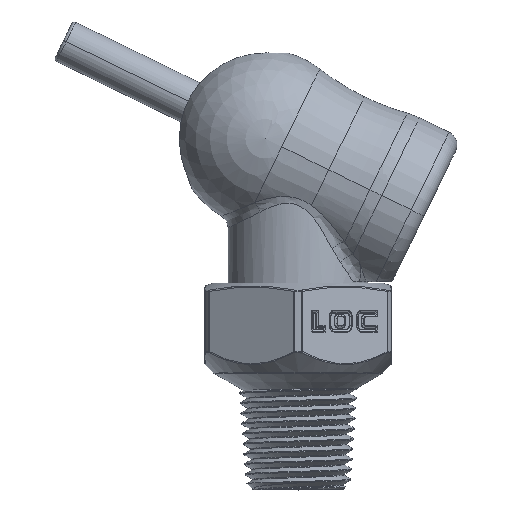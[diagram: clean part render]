
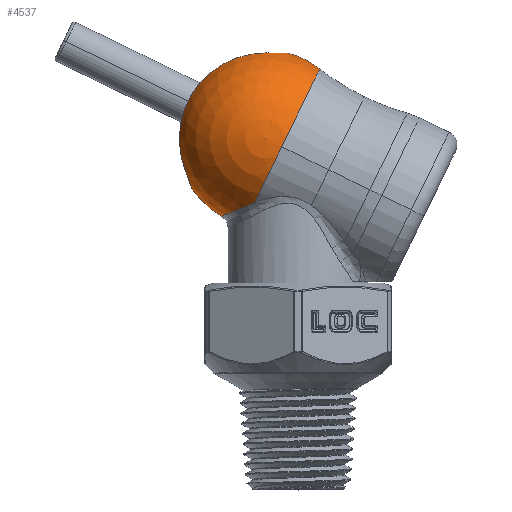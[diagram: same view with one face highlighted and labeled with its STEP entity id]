
A CAD part, top view. The second image highlights one B-rep face of the part: STEP entity #4537.
In plain terms, the highlighted spherical face has radius 8.039 mm.
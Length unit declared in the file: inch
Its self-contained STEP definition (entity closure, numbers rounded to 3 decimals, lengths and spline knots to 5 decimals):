
#819 = CARTESIAN_POINT ( 'NONE',  ( -0.06183, 0.3104, 0. ) ) ;
#822 = CARTESIAN_POINT ( 'NONE',  ( -0.15472, -0.2761, 0. ) ) ;
#829 = CARTESIAN_POINT ( 'NONE',  ( -0.01876, -0.31594, 0. ) ) ;
#835 = CARTESIAN_POINT ( 'NONE',  ( 0.06587, 0.30957, 0. ) ) ;
#848 = CARTESIAN_POINT ( 'NONE',  ( 0.06587, 0., 0.30957 ) ) ;
#852 = CARTESIAN_POINT ( 'NONE',  ( 0.06587, -0.22126, 0.21651 ) ) ;
#2565 = CARTESIAN_POINT ( 'NONE',  ( 0.06587, 0., 0. ) ) ;
#2566 = DIRECTION ( 'NONE',  ( -1., 0., 0. ) ) ;
#2567 = DIRECTION ( 'NONE',  ( 0., 0., 1. ) ) ;
#2677 = CARTESIAN_POINT ( 'NONE',  ( 0.06587, 0., 0. ) ) ;
#2678 = DIRECTION ( 'NONE',  ( -1., 0., 0. ) ) ;
#2679 = DIRECTION ( 'NONE',  ( 0., 0., 1. ) ) ;
#4537 = ADVANCED_FACE ( 'NONE', ( #29419 ), #29422, .T. ) ;
#16008 = EDGE_CURVE ( 'NONE', #20062, #16578, #23663, .T. ) ;
#16010 = EDGE_CURVE ( 'NONE', #20062, #20063, #20262, .T. ) ;
#16012 = EDGE_CURVE ( 'NONE', #16575, #20063, #23661, .T. ) ;
#16015 = EDGE_CURVE ( 'NONE', #16585, #16608, #23660, .T. ) ;
#16126 = EDGE_CURVE ( 'NONE', #16591, #16575, #20295, .T. ) ;
#16133 = EDGE_CURVE ( 'NONE', #16585, #16578, #20296, .T. ) ;
#16145 = EDGE_CURVE ( 'NONE', #16604, #16591, #20312, .T. ) ;
#16158 = EDGE_CURVE ( 'NONE', #16608, #16604, #20324, .T. ) ;
#16575 = VERTEX_POINT ( 'NONE', #819 ) ;
#16578 = VERTEX_POINT ( 'NONE', #822 ) ;
#16585 = VERTEX_POINT ( 'NONE', #829 ) ;
#16591 = VERTEX_POINT ( 'NONE', #835 ) ;
#16604 = VERTEX_POINT ( 'NONE', #848 ) ;
#16608 = VERTEX_POINT ( 'NONE', #852 ) ;
#16717 = ORIENTED_EDGE ( 'NONE', *, *, #16008, .T. ) ;
#16718 = ORIENTED_EDGE ( 'NONE', *, *, #16010, .F. ) ;
#16719 = ORIENTED_EDGE ( 'NONE', *, *, #16012, .T. ) ;
#16720 = ORIENTED_EDGE ( 'NONE', *, *, #16126, .T. ) ;
#16721 = ORIENTED_EDGE ( 'NONE', *, *, #16145, .T. ) ;
#16722 = ORIENTED_EDGE ( 'NONE', *, *, #16158, .T. ) ;
#16723 = ORIENTED_EDGE ( 'NONE', *, *, #16015, .T. ) ;
#16724 = ORIENTED_EDGE ( 'NONE', *, *, #16133, .F. ) ;
#17750 = AXIS2_PLACEMENT_3D ( 'NONE', #23027, #23025, #23019 ) ;
#20062 = VERTEX_POINT ( 'NONE', #23995 ) ;
#20063 = VERTEX_POINT ( 'NONE', #23997 ) ;
#20262 = CIRCLE ( 'NONE', #20718, 0.30622 ) ;
#20295 = CIRCLE ( 'NONE', #20748, 0.3165 ) ;
#20296 = CIRCLE ( 'NONE', #20750, 0.3165 ) ;
#20312 = CIRCLE ( 'NONE', #20756, 0.30957 ) ;
#20324 = CIRCLE ( 'NONE', #20762, 0.30957 ) ;
#20718 = AXIS2_PLACEMENT_3D ( 'NONE', #26791, #26792, #26793 ) ;
#20748 = AXIS2_PLACEMENT_3D ( 'NONE', #27091, #27092, #27093 ) ;
#20750 = AXIS2_PLACEMENT_3D ( 'NONE', #27126, #27127, #27128 ) ;
#20756 = AXIS2_PLACEMENT_3D ( 'NONE', #2565, #2566, #2567 ) ;
#20762 = AXIS2_PLACEMENT_3D ( 'NONE', #2677, #2678, #2679 ) ;
#23019 = DIRECTION ( 'NONE',  ( 0., 1., 0. ) ) ;
#23025 = DIRECTION ( 'NONE',  ( 0., 0., -1. ) ) ;
#23027 = CARTESIAN_POINT ( 'NONE',  ( 0., 0., 0. ) ) ;
#23660 = B_SPLINE_CURVE_WITH_KNOTS ( 'NONE', 3,
 ( #26808, #26807, #26806, #26809, #26810, #26811, #26812, #26813, #26814, #26815, #26816, #26817, #26818, #26819 ),
 .UNSPECIFIED., .F., .F.,
 ( 4, 2, 2, 2, 2, 2, 4 ),
 ( 0.00664, 0.0083, 0.00913, 0.00996, 0.01162, 0.01245, 0.01328 ),
 .UNSPECIFIED. ) ;
#23661 = B_SPLINE_CURVE_WITH_KNOTS ( 'NONE', 3,
 ( #26794, #26773, #26789, #26795, #26796, #26797, #26798, #26799, #26800, #26801, #26802, #26803, #26804, #26805 ),
 .UNSPECIFIED., .F., .F.,
 ( 4, 2, 2, 2, 2, 2, 4 ),
 ( 0., 0.0004, 0.00079, 0.00119, 0.00159, 0.00238, 0.00317 ),
 .UNSPECIFIED. ) ;
#23663 = B_SPLINE_CURVE_WITH_KNOTS ( 'NONE', 3,
 ( #26777, #26768, #26769, #26778, #26779, #26780, #26781, #26782, #26783, #26784, #26785, #26786, #26787, #26788 ),
 .UNSPECIFIED., .F., .F.,
 ( 4, 2, 2, 2, 2, 2, 4 ),
 ( 0., 0.0004, 0.00079, 0.00119, 0.00159, 0.00238, 0.00317 ),
 .UNSPECIFIED. ) ;
#23995 = CARTESIAN_POINT ( 'NONE',  ( -0.21236, -0.22063, 0.08 ) ) ;
#23997 = CARTESIAN_POINT ( 'NONE',  ( -0.13379, 0.27545, 0.08 ) ) ;
#26768 = CARTESIAN_POINT ( 'NONE',  ( -0.20855, -0.22429, 0.08 ) ) ;
#26769 = CARTESIAN_POINT ( 'NONE',  ( -0.20481, -0.22789, 0.07948 ) ) ;
#26773 = CARTESIAN_POINT ( 'NONE',  ( -0.06183, 0.3104, 0.00528 ) ) ;
#26777 = CARTESIAN_POINT ( 'NONE',  ( -0.21236, -0.22063, 0.08 ) ) ;
#26778 = CARTESIAN_POINT ( 'NONE',  ( -0.19745, -0.23498, 0.07745 ) ) ;
#26779 = CARTESIAN_POINT ( 'NONE',  ( -0.19379, -0.2385, 0.07592 ) ) ;
#26780 = CARTESIAN_POINT ( 'NONE',  ( -0.18681, -0.24521, 0.0719 ) ) ;
#26781 = CARTESIAN_POINT ( 'NONE',  ( -0.18351, -0.2484, 0.06945 ) ) ;
#26782 = CARTESIAN_POINT ( 'NONE',  ( -0.17724, -0.25443, 0.06365 ) ) ;
#26783 = CARTESIAN_POINT ( 'NONE',  ( -0.17428, -0.25728, 0.06028 ) ) ;
#26784 = CARTESIAN_POINT ( 'NONE',  ( -0.1663, -0.26496, 0.04921 ) ) ;
#26785 = CARTESIAN_POINT ( 'NONE',  ( -0.16201, -0.26909, 0.0403 ) ) ;
#26786 = CARTESIAN_POINT ( 'NONE',  ( -0.15625, -0.27463, 0.02106 ) ) ;
#26787 = CARTESIAN_POINT ( 'NONE',  ( -0.15472, -0.2761, 0.01056 ) ) ;
#26788 = CARTESIAN_POINT ( 'NONE',  ( -0.15472, -0.2761, 0. ) ) ;
#26789 = CARTESIAN_POINT ( 'NONE',  ( -0.06229, 0.31018, 0.01048 ) ) ;
#26791 = CARTESIAN_POINT ( 'NONE',  ( 0., 0., 0.08 ) ) ;
#26792 = DIRECTION ( 'NONE',  ( 0., 0., -1. ) ) ;
#26793 = DIRECTION ( 'NONE',  ( 1., 0., 0. ) ) ;
#26794 = CARTESIAN_POINT ( 'NONE',  ( -0.06183, 0.3104, 0. ) ) ;
#26795 = CARTESIAN_POINT ( 'NONE',  ( -0.06412, 0.30929, 0.02069 ) ) ;
#26796 = CARTESIAN_POINT ( 'NONE',  ( -0.0655, 0.30862, 0.02577 ) ) ;
#26797 = CARTESIAN_POINT ( 'NONE',  ( -0.06911, 0.30687, 0.03546 ) ) ;
#26798 = CARTESIAN_POINT ( 'NONE',  ( -0.07132, 0.30579, 0.04005 ) ) ;
#26799 = CARTESIAN_POINT ( 'NONE',  ( -0.07653, 0.30326, 0.04874 ) ) ;
#26800 = CARTESIAN_POINT ( 'NONE',  ( -0.07957, 0.30178, 0.05286 ) ) ;
#26801 = CARTESIAN_POINT ( 'NONE',  ( -0.08952, 0.29695, 0.06393 ) ) ;
#26802 = CARTESIAN_POINT ( 'NONE',  ( -0.09754, 0.29306, 0.06989 ) ) ;
#26803 = CARTESIAN_POINT ( 'NONE',  ( -0.11484, 0.28465, 0.07788 ) ) ;
#26804 = CARTESIAN_POINT ( 'NONE',  ( -0.12429, 0.28007, 0.08 ) ) ;
#26805 = CARTESIAN_POINT ( 'NONE',  ( -0.13379, 0.27545, 0.08 ) ) ;
#26806 = CARTESIAN_POINT ( 'NONE',  ( -0.01671, -0.31379, 0.04365 ) ) ;
#26807 = CARTESIAN_POINT ( 'NONE',  ( -0.01876, -0.31594, 0.02207 ) ) ;
#26808 = CARTESIAN_POINT ( 'NONE',  ( -0.01876, -0.31594, 0. ) ) ;
#26809 = CARTESIAN_POINT ( 'NONE',  ( -0.01069, -0.30742, 0.07531 ) ) ;
#26810 = CARTESIAN_POINT ( 'NONE',  ( -0.00817, -0.30474, 0.08579 ) ) ;
#26811 = CARTESIAN_POINT ( 'NONE',  ( -0.00229, -0.29845, 0.1059 ) ) ;
#26812 = CARTESIAN_POINT ( 'NONE',  ( 0.00108, -0.29483, 0.11562 ) ) ;
#26813 = CARTESIAN_POINT ( 'NONE',  ( 0.0124, -0.28255, 0.14374 ) ) ;
#26814 = CARTESIAN_POINT ( 'NONE',  ( 0.0217, -0.27235, 0.16126 ) ) ;
#26815 = CARTESIAN_POINT ( 'NONE',  ( 0.03714, -0.25491, 0.18421 ) ) ;
#26816 = CARTESIAN_POINT ( 'NONE',  ( 0.04255, -0.24872, 0.19137 ) ) ;
#26817 = CARTESIAN_POINT ( 'NONE',  ( 0.05388, -0.23556, 0.2047 ) ) ;
#26818 = CARTESIAN_POINT ( 'NONE',  ( 0.0598, -0.22856, 0.21089 ) ) ;
#26819 = CARTESIAN_POINT ( 'NONE',  ( 0.06587, -0.22126, 0.21651 ) ) ;
#27091 = CARTESIAN_POINT ( 'NONE',  ( 0., 0., 0. ) ) ;
#27092 = DIRECTION ( 'NONE',  ( 0., 0., 1. ) ) ;
#27093 = DIRECTION ( 'NONE',  ( 1., 0., 0. ) ) ;
#27126 = CARTESIAN_POINT ( 'NONE',  ( 0., 0., 0. ) ) ;
#27127 = DIRECTION ( 'NONE',  ( 0., 0., -1. ) ) ;
#27128 = DIRECTION ( 'NONE',  ( 0., 1., 0. ) ) ;
#29378 = EDGE_LOOP ( 'NONE', ( #16724, #16723, #16722, #16721, #16720, #16719, #16718, #16717 ) ) ;
#29419 = FACE_OUTER_BOUND ( 'NONE', #29378, .T. ) ;
#29422 = SPHERICAL_SURFACE ( 'NONE', #17750, 0.3165 ) ;
